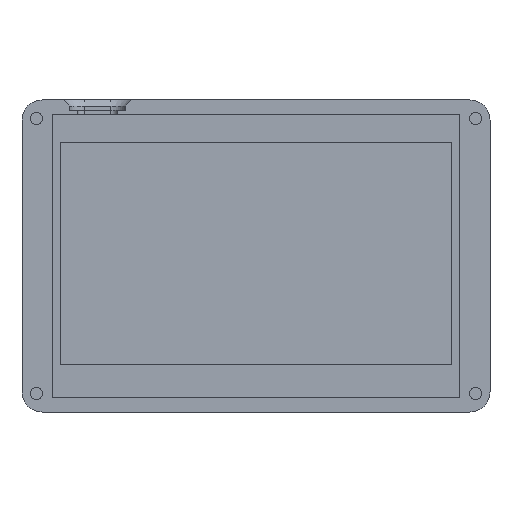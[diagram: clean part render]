
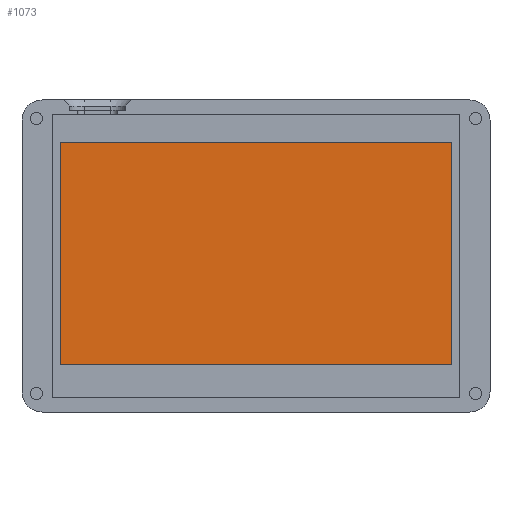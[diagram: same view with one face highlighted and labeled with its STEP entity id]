
A CAD part, top view. The second image highlights one B-rep face of the part: STEP entity #1073.
In plain terms, the highlighted planar face has unit normal (0, 0, 1).
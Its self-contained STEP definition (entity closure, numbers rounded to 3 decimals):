
#159=FACE_OUTER_BOUND('',#226,.T.);
#226=EDGE_LOOP('',(#974,#975,#976,#977));
#319=LINE('',#1817,#420);
#322=LINE('',#1823,#423);
#326=LINE('',#1831,#427);
#327=LINE('',#1833,#428);
#420=VECTOR('',#1502,10.);
#423=VECTOR('',#1507,10.);
#427=VECTOR('',#1515,10.);
#428=VECTOR('',#1518,10.);
#518=VERTEX_POINT('',#1811);
#520=VERTEX_POINT('',#1815);
#522=VERTEX_POINT('',#1821);
#524=VERTEX_POINT('',#1829);
#667=EDGE_CURVE('',#520,#518,#319,.T.);
#670=EDGE_CURVE('',#522,#520,#322,.T.);
#674=EDGE_CURVE('',#524,#522,#326,.T.);
#675=EDGE_CURVE('',#518,#524,#327,.T.);
#974=ORIENTED_EDGE('',*,*,#675,.F.);
#975=ORIENTED_EDGE('',*,*,#667,.F.);
#976=ORIENTED_EDGE('',*,*,#670,.F.);
#977=ORIENTED_EDGE('',*,*,#674,.F.);
#1011=PLANE('',#1197);
#1073=ADVANCED_FACE('',(#159),#1011,.F.);
#1197=AXIS2_PLACEMENT_3D('',#1834,#1519,#1520);
#1502=DIRECTION('',(0.,-1.,0.));
#1507=DIRECTION('',(1.,0.,0.));
#1515=DIRECTION('',(0.,1.,0.));
#1518=DIRECTION('',(-1.,0.,0.));
#1519=DIRECTION('center_axis',(0.,0.,-1.));
#1520=DIRECTION('ref_axis',(-1.,0.,0.));
#1811=CARTESIAN_POINT('',(217.575,-101.838,-3.5));
#1815=CARTESIAN_POINT('',(217.575,-47.,-3.5));
#1817=CARTESIAN_POINT('',(217.575,-88.412,-3.5));
#1821=CARTESIAN_POINT('',(120.957,-47.,-3.5));
#1823=CARTESIAN_POINT('',(193.421,-47.,-3.5));
#1829=CARTESIAN_POINT('',(120.957,-101.838,-3.5));
#1831=CARTESIAN_POINT('',(120.957,-58.462,-3.5));
#1833=CARTESIAN_POINT('',(145.112,-101.838,-3.5));
#1834=CARTESIAN_POINT('Origin',(169.266,-74.987,-3.5));
